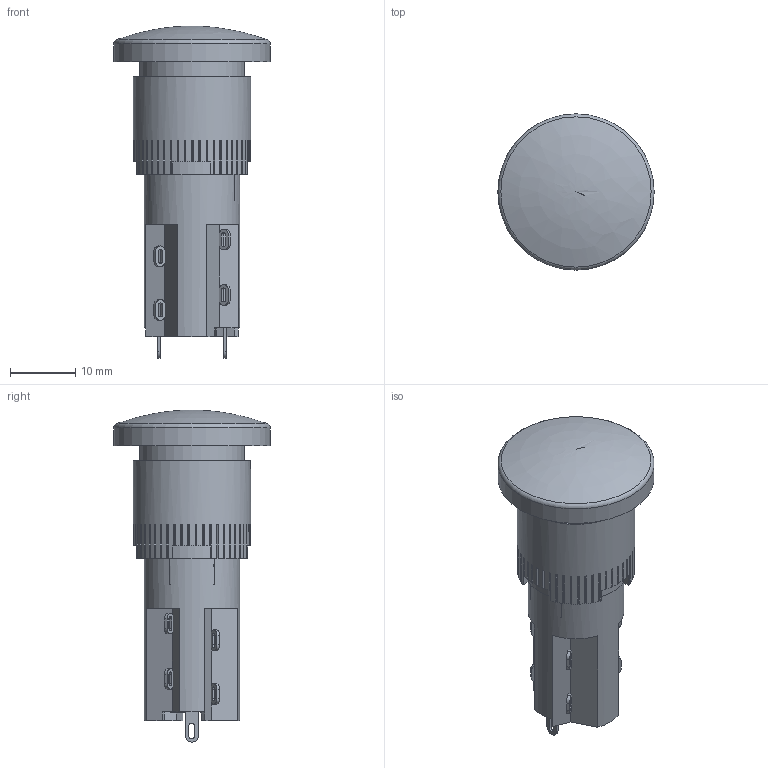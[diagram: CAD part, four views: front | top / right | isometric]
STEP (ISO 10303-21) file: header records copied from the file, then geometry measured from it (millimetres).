
FILE_DESCRIPTION((' '),'2;1');
FILE_NAME('D16xxR2xxxx.stp','2017-07-20T13:30:28',(' '),(' '),' ','ACIS',' ');
FILE_SCHEMA(('CONFIG_CONTROL_DESIGN'));
Length unit declared in the file: inch
Products named in the file (1): D16xxR2xxxx.stp
Bounding box: 24 x 24 x 50.98 mm (x, y, z)
Volume: 9043.4 mm3; surface area: 5915.1 mm2
Topology: 1 solids, 3 shells, 611 faces, 1773 edges, 1175 vertices
Faces by surface type: plane 449, cylinder 105, bspline 54, torus 1, sphere 1, cone 1
Full cylindrical faces by diameter (mm): 3.2 x2, 3.5 x1, 5.7 x1, 8.4 x1, 14.7 x1, 16.1 x1, 18 x1, 24 x1
Entity records: 20406 total; most frequent: CARTESIAN_POINT 4240, ORIENTED_EDGE 3502, DIRECTION 3129, EDGE_CURVE 1751, VECTOR 1271, LINE 1271, VERTEX_POINT 1166, AXIS2_PLACEMENT_3D 929
